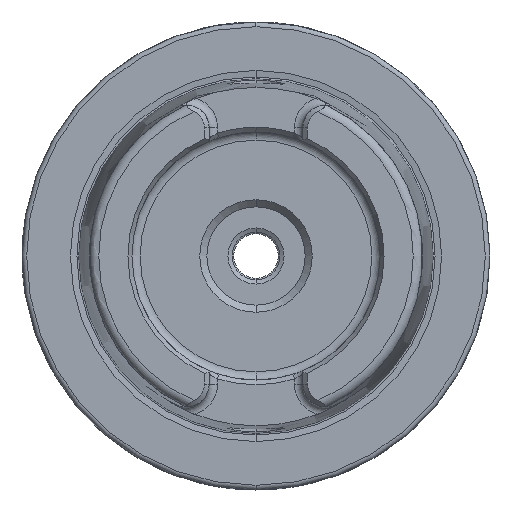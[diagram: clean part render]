
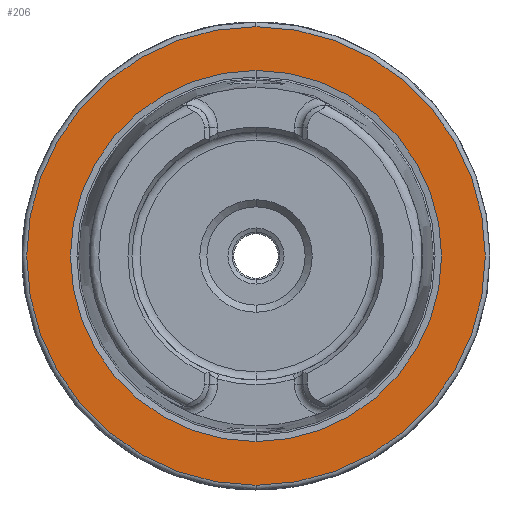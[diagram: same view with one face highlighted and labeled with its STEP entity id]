
A CAD part, left-side view. The second image highlights one B-rep face of the part: STEP entity #206.
In plain terms, the highlighted planar face has unit normal (-1, 0, 0).
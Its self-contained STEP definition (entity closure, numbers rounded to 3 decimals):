
#100 = FACE_OUTER_BOUND ( 'NONE', #514, .T. ) ;
#155 = DIRECTION ( 'NONE',  ( 0., 0., -1. ) ) ;
#206 = ADVANCED_FACE ( 'NONE', ( #1432, #100 ), #1930, .T. ) ;
#339 = DIRECTION ( 'NONE',  ( 1., 0., 0. ) ) ;
#405 = CARTESIAN_POINT ( 'NONE',  ( 0.05, 0., -49. ) ) ;
#510 = EDGE_LOOP ( 'NONE', ( #6500, #5129 ) ) ;
#514 = EDGE_LOOP ( 'NONE', ( #3811, #2494 ) ) ;
#603 = AXIS2_PLACEMENT_3D ( 'NONE', #4820, #6376, #4396 ) ;
#917 = VERTEX_POINT ( 'NONE', #4375 ) ;
#1432 = FACE_BOUND ( 'NONE', #510, .T. ) ;
#1448 = CIRCLE ( 'NONE', #4569, 39.647 ) ;
#1642 = EDGE_CURVE ( 'NONE', #1867, #917, #2273, .T. ) ;
#1764 = CARTESIAN_POINT ( 'NONE',  ( 0.05, 0., 39.647 ) ) ;
#1798 = DIRECTION ( 'NONE',  ( 1., 0., 0. ) ) ;
#1867 = VERTEX_POINT ( 'NONE', #405 ) ;
#1912 = VERTEX_POINT ( 'NONE', #5491 ) ;
#1930 = PLANE ( 'NONE',  #603 ) ;
#2273 = CIRCLE ( 'NONE', #3161, 49. ) ;
#2379 = DIRECTION ( 'NONE',  ( 1., 0., 0. ) ) ;
#2494 = ORIENTED_EDGE ( 'NONE', *, *, #3180, .F. ) ;
#2634 = CIRCLE ( 'NONE', #4693, 39.647 ) ;
#2649 = EDGE_CURVE ( 'NONE', #1912, #2794, #1448, .T. ) ;
#2794 = VERTEX_POINT ( 'NONE', #1764 ) ;
#3008 = AXIS2_PLACEMENT_3D ( 'NONE', #5370, #2379, #5888 ) ;
#3158 = DIRECTION ( 'NONE',  ( 1., 0., 0. ) ) ;
#3161 = AXIS2_PLACEMENT_3D ( 'NONE', #6167, #3158, #155 ) ;
#3180 = EDGE_CURVE ( 'NONE', #917, #1867, #4394, .T. ) ;
#3358 = CARTESIAN_POINT ( 'NONE',  ( 0.05, 0., 0. ) ) ;
#3811 = ORIENTED_EDGE ( 'NONE', *, *, #1642, .F. ) ;
#3850 = DIRECTION ( 'NONE',  ( 0., 0., -1. ) ) ;
#4375 = CARTESIAN_POINT ( 'NONE',  ( 0.05, 0., 49. ) ) ;
#4394 = CIRCLE ( 'NONE', #3008, 49. ) ;
#4396 = DIRECTION ( 'NONE',  ( 0., 0., 1. ) ) ;
#4569 = AXIS2_PLACEMENT_3D ( 'NONE', #4769, #1798, #5286 ) ;
#4693 = AXIS2_PLACEMENT_3D ( 'NONE', #3358, #339, #3850 ) ;
#4769 = CARTESIAN_POINT ( 'NONE',  ( 0.05, 0., 0. ) ) ;
#4772 = EDGE_CURVE ( 'NONE', #2794, #1912, #2634, .T. ) ;
#4820 = CARTESIAN_POINT ( 'NONE',  ( 0.05, 39.647, 0. ) ) ;
#5129 = ORIENTED_EDGE ( 'NONE', *, *, #2649, .T. ) ;
#5286 = DIRECTION ( 'NONE',  ( 0., 0., -1. ) ) ;
#5370 = CARTESIAN_POINT ( 'NONE',  ( 0.05, 0., 0. ) ) ;
#5491 = CARTESIAN_POINT ( 'NONE',  ( 0.05, 0., -39.647 ) ) ;
#5888 = DIRECTION ( 'NONE',  ( 0., 0., -1. ) ) ;
#6167 = CARTESIAN_POINT ( 'NONE',  ( 0.05, 0., 0. ) ) ;
#6376 = DIRECTION ( 'NONE',  ( -1., 0., 0. ) ) ;
#6500 = ORIENTED_EDGE ( 'NONE', *, *, #4772, .T. ) ;
